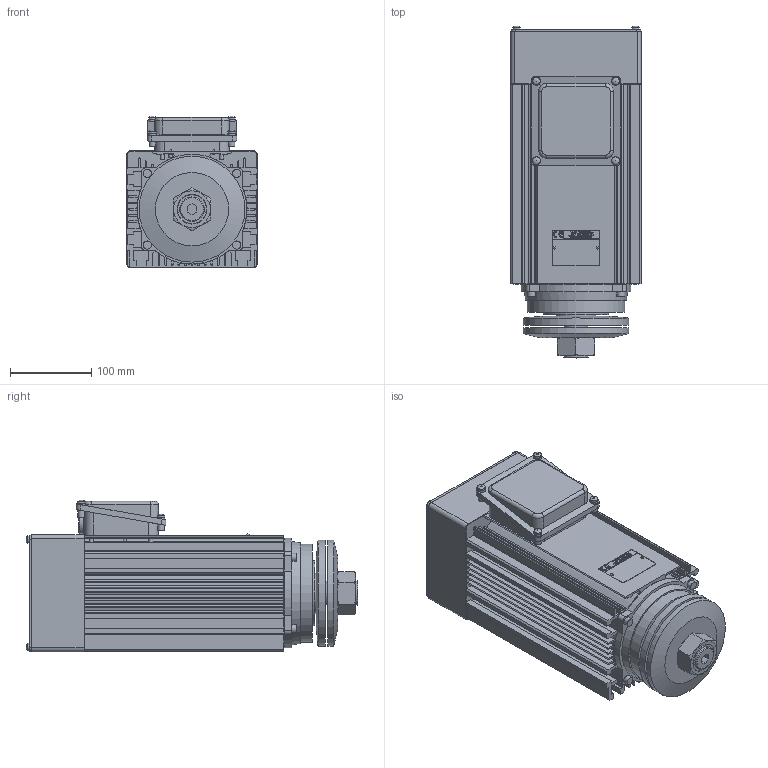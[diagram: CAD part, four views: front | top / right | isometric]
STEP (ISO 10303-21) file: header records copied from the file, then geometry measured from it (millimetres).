
FILE_DESCRIPTION( ( 'Unknown' ), '1' );
FILE_NAME( 'COM71800361.stp', 'Unknown', ( 'Unknown' ), ( 'Unknown' ), 'PSStep 17.0.49', 'Unknown', ' ' );
FILE_SCHEMA( ( 'AUTOMOTIVE_DESIGN { 1 0 10303 214 1 1 1 1 }' ) );
Length unit declared in the file: millimetre
Products named in the file (1): COV0011
Bounding box: 160 x 407.7 x 186.27 mm (x, y, z)
Volume: 6917004.5 mm3; surface area: 561251.5 mm2
Topology: 1 solids, 16 shells, 1045 faces, 2598 edges, 1650 vertices
Faces by surface type: plane 742, cylinder 215, extrusion 38, cone 34, sphere 10, torus 6
Full cylindrical faces by diameter (mm): 2.49 x4, 2.5 x2, 4 x1, 4.5 x4, 5 x4, 8 x4, 9.5 x8, 10 x8, 19.73 x1, 27.5 x2, 30 x2, 50 x1, 80 x1, 90 x2, 120 x1, 130 x2
Entity records: 39785 total; most frequent: CARTESIAN_POINT 7536, ORIENTED_EDGE 4910, DIRECTION 4671, EDGE_CURVE 2455, VECTOR 1697, LINE 1659, VERTEX_POINT 1606, AXIS2_PLACEMENT_3D 1487
